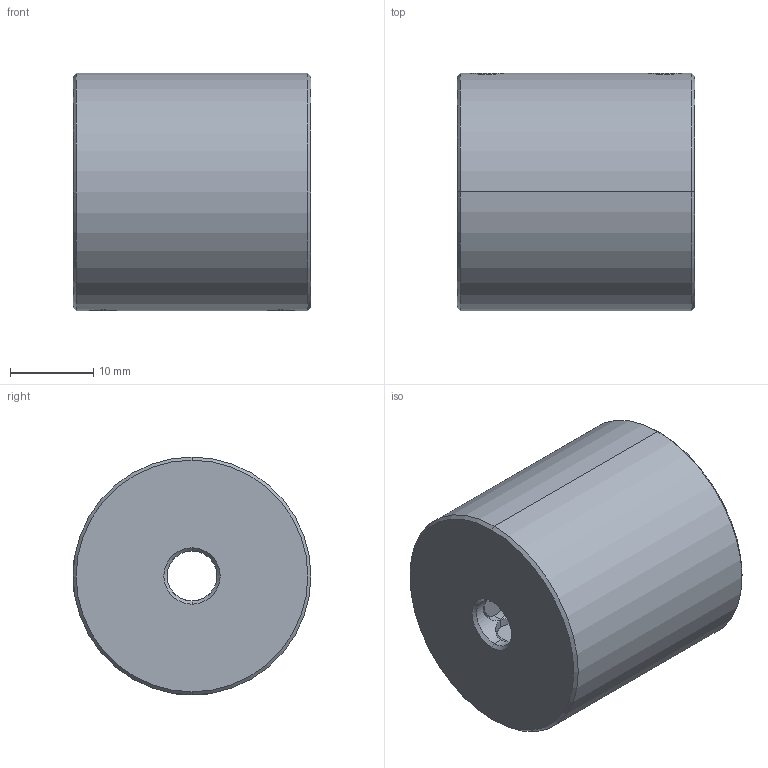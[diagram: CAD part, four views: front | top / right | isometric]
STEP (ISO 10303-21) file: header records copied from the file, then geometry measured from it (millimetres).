
FILE_DESCRIPTION (( 'STEP AP203' ), '1' );
FILE_NAME ('CL2-112.step', '2011-08-10T06:49:19', ( '' ), ( '' ), 'SwSTEP 2.0', 'SolidWorks 2010', '' );
FILE_SCHEMA (( 'CONFIG_CONTROL_DESIGN' ));
Length unit declared in the file: millimetre
Products named in the file (1): CL2-112
Bounding box: 28.6 x 28.6 x 28.6 mm (x, y, z)
Volume: 17496.4 mm3; surface area: 5531.4 mm2
Topology: 5 solids, 5 shells, 92 faces, 216 edges, 136 vertices
Faces by surface type: plane 40, cylinder 24, cone 24, bspline 4
Entity records: 3309 total; most frequent: CARTESIAN_POINT 1145, ORIENTED_EDGE 432, DIRECTION 414, EDGE_CURVE 216, AXIS2_PLACEMENT_3D 145, VERTEX_POINT 136, VECTOR 124, LINE 124
